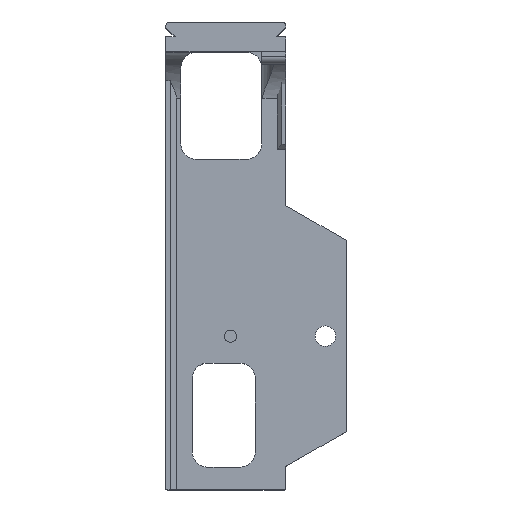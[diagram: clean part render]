
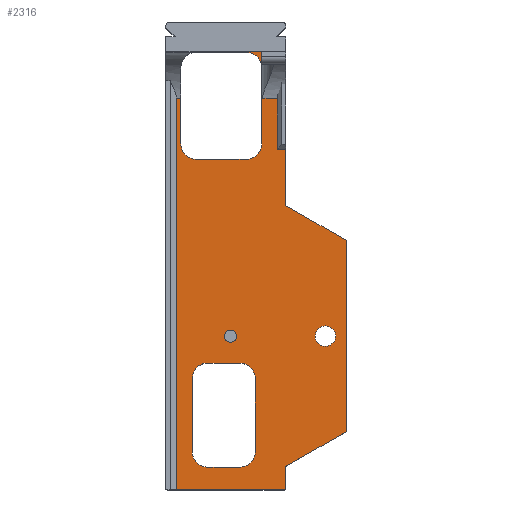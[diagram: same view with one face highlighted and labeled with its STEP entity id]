
A CAD part, top view. The second image highlights one B-rep face of the part: STEP entity #2316.
In plain terms, the highlighted planar face has unit normal (0, 0, 1).
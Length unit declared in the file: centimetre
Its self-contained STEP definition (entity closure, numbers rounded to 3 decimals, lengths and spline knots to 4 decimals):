
#22=FACE_BOUND($,#310,.T.);
#23=FACE_BOUND($,#311,.T.);
#24=FACE_BOUND($,#312,.T.);
#68=PLANE($,#2542);
#174=FACE_OUTER_BOUND($,#309,.T.);
#309=EDGE_LOOP($,(#1837,#1838,#1839,#1840,#1841,#1842,#1843,#1844,#1845,
#1846,#1847,#1848,#1849,#1850,#1851,#1852,#1853,#1854,#1855));
#310=EDGE_LOOP($,(#1856,#1857,#1858,#1859,#1860,#1861,#1862,#1863));
#311=EDGE_LOOP($,(#1864));
#312=EDGE_LOOP($,(#1865));
#410=LINE($,#3447,#636);
#414=LINE($,#3456,#640);
#434=LINE($,#3534,#660);
#442=LINE($,#3560,#668);
#482=LINE($,#3695,#708);
#490=LINE($,#3757,#716);
#491=LINE($,#3777,#717);
#492=LINE($,#3779,#718);
#493=LINE($,#3783,#719);
#494=LINE($,#3786,#720);
#495=LINE($,#3788,#721);
#496=LINE($,#3790,#722);
#497=LINE($,#3792,#723);
#498=LINE($,#3794,#724);
#499=LINE($,#3796,#725);
#500=LINE($,#3798,#726);
#501=LINE($,#3800,#727);
#502=LINE($,#3801,#728);
#503=LINE($,#3803,#729);
#504=LINE($,#3807,#730);
#636=VECTOR($,#2737,2.3);
#640=VECTOR($,#2747,1.);
#660=VECTOR($,#2825,1.4413);
#668=VECTOR($,#2847,0.6088);
#708=VECTOR($,#2973,1.1095);
#716=VECTOR($,#3039,2.1987);
#717=VECTOR($,#3044,0.74);
#718=VECTOR($,#3045,2.4);
#719=VECTOR($,#3048,1.5656);
#720=VECTOR($,#3051,0.1338);
#721=VECTOR($,#3052,12.4124);
#722=VECTOR($,#3053,3.4563);
#723=VECTOR($,#3054,0.7405);
#724=VECTOR($,#3055,2.2133);
#725=VECTOR($,#3056,6.06);
#726=VECTOR($,#3057,2.2133);
#727=VECTOR($,#3058,3.3986);
#728=VECTOR($,#3059,0.7561);
#729=VECTOR($,#3060,2.3);
#730=VECTOR($,#3063,1.);
#859=CIRCLE($,#2431,0.5);
#860=CIRCLE($,#2434,0.5);
#887=CIRCLE($,#2474,0.5);
#928=CIRCLE($,#2543,0.5);
#929=CIRCLE($,#2544,0.5);
#930=CIRCLE($,#2545,0.5);
#931=CIRCLE($,#2546,0.5);
#932=CIRCLE($,#2547,0.325);
#933=CIRCLE($,#2548,0.1925);
#981=VERTEX_POINT($,#3444);
#982=VERTEX_POINT($,#3446);
#983=VERTEX_POINT($,#3450);
#984=VERTEX_POINT($,#3454);
#985=VERTEX_POINT($,#3458);
#1012=VERTEX_POINT($,#3531);
#1013=VERTEX_POINT($,#3533);
#1023=VERTEX_POINT($,#3557);
#1024=VERTEX_POINT($,#3559);
#1042=VERTEX_POINT($,#3597);
#1075=VERTEX_POINT($,#3692);
#1076=VERTEX_POINT($,#3694);
#1087=VERTEX_POINT($,#3756);
#1089=VERTEX_POINT($,#3778);
#1090=VERTEX_POINT($,#3780);
#1091=VERTEX_POINT($,#3782);
#1092=VERTEX_POINT($,#3785);
#1093=VERTEX_POINT($,#3787);
#1094=VERTEX_POINT($,#3789);
#1095=VERTEX_POINT($,#3791);
#1096=VERTEX_POINT($,#3793);
#1097=VERTEX_POINT($,#3795);
#1098=VERTEX_POINT($,#3797);
#1099=VERTEX_POINT($,#3799);
#1100=VERTEX_POINT($,#3802);
#1101=VERTEX_POINT($,#3804);
#1102=VERTEX_POINT($,#3806);
#1103=VERTEX_POINT($,#3809);
#1104=VERTEX_POINT($,#3811);
#1219=EDGE_CURVE($,#982,#981,#410,.T.);
#1222=EDGE_CURVE($,#983,#981,#859,.T.);
#1224=EDGE_CURVE($,#983,#984,#414,.T.);
#1226=EDGE_CURVE($,#985,#984,#860,.T.);
#1262=EDGE_CURVE($,#1013,#1012,#434,.T.);
#1275=EDGE_CURVE($,#1024,#1023,#442,.T.);
#1295=EDGE_CURVE($,#1042,#1023,#887,.T.);
#1343=EDGE_CURVE($,#1075,#1076,#482,.T.);
#1368=EDGE_CURVE($,#1087,#1076,#490,.T.);
#1371=EDGE_CURVE($,#1024,#1075,#491,.T.);
#1372=EDGE_CURVE($,#1042,#1089,#492,.T.);
#1373=EDGE_CURVE($,#1090,#1089,#928,.T.);
#1374=EDGE_CURVE($,#1090,#1091,#493,.T.);
#1375=EDGE_CURVE($,#1013,#1091,#929,.T.);
#1376=EDGE_CURVE($,#1012,#1092,#494,.T.);
#1377=EDGE_CURVE($,#1092,#1093,#495,.T.);
#1378=EDGE_CURVE($,#1094,#1093,#496,.T.);
#1379=EDGE_CURVE($,#1094,#1095,#497,.T.);
#1380=EDGE_CURVE($,#1096,#1095,#498,.T.);
#1381=EDGE_CURVE($,#1096,#1097,#499,.T.);
#1382=EDGE_CURVE($,#1097,#1098,#500,.T.);
#1383=EDGE_CURVE($,#1098,#1099,#501,.T.);
#1384=EDGE_CURVE($,#1099,#1087,#502,.T.);
#1385=EDGE_CURVE($,#985,#1100,#503,.T.);
#1386=EDGE_CURVE($,#1101,#1100,#930,.T.);
#1387=EDGE_CURVE($,#1101,#1102,#504,.T.);
#1388=EDGE_CURVE($,#982,#1102,#931,.T.);
#1389=EDGE_CURVE($,#1103,#1103,#932,.T.);
#1390=EDGE_CURVE($,#1104,#1104,#933,.T.);
#1837=ORIENTED_EDGE($,*,*,#1343,.F.);
#1838=ORIENTED_EDGE($,*,*,#1371,.F.);
#1839=ORIENTED_EDGE($,*,*,#1275,.T.);
#1840=ORIENTED_EDGE($,*,*,#1295,.F.);
#1841=ORIENTED_EDGE($,*,*,#1372,.T.);
#1842=ORIENTED_EDGE($,*,*,#1373,.F.);
#1843=ORIENTED_EDGE($,*,*,#1374,.T.);
#1844=ORIENTED_EDGE($,*,*,#1375,.F.);
#1845=ORIENTED_EDGE($,*,*,#1262,.T.);
#1846=ORIENTED_EDGE($,*,*,#1376,.T.);
#1847=ORIENTED_EDGE($,*,*,#1377,.T.);
#1848=ORIENTED_EDGE($,*,*,#1378,.F.);
#1849=ORIENTED_EDGE($,*,*,#1379,.T.);
#1850=ORIENTED_EDGE($,*,*,#1380,.F.);
#1851=ORIENTED_EDGE($,*,*,#1381,.T.);
#1852=ORIENTED_EDGE($,*,*,#1382,.T.);
#1853=ORIENTED_EDGE($,*,*,#1383,.T.);
#1854=ORIENTED_EDGE($,*,*,#1384,.T.);
#1855=ORIENTED_EDGE($,*,*,#1368,.T.);
#1856=ORIENTED_EDGE($,*,*,#1224,.T.);
#1857=ORIENTED_EDGE($,*,*,#1226,.F.);
#1858=ORIENTED_EDGE($,*,*,#1385,.T.);
#1859=ORIENTED_EDGE($,*,*,#1386,.F.);
#1860=ORIENTED_EDGE($,*,*,#1387,.T.);
#1861=ORIENTED_EDGE($,*,*,#1388,.F.);
#1862=ORIENTED_EDGE($,*,*,#1219,.T.);
#1863=ORIENTED_EDGE($,*,*,#1222,.F.);
#1864=ORIENTED_EDGE($,*,*,#1389,.T.);
#1865=ORIENTED_EDGE($,*,*,#1390,.T.);
#2316=ADVANCED_FACE($,(#174,#22,#23,#24),#68,.T.);
#2431=AXIS2_PLACEMENT_3D($,#3452,#2742,#2743);
#2434=AXIS2_PLACEMENT_3D($,#3460,#2751,#2752);
#2474=AXIS2_PLACEMENT_3D($,#3599,#2873,#2874);
#2542=AXIS2_PLACEMENT_3D($,#3776,#3042,#3043);
#2543=AXIS2_PLACEMENT_3D($,#3781,#3046,#3047);
#2544=AXIS2_PLACEMENT_3D($,#3784,#3049,#3050);
#2545=AXIS2_PLACEMENT_3D($,#3805,#3061,#3062);
#2546=AXIS2_PLACEMENT_3D($,#3808,#3064,#3065);
#2547=AXIS2_PLACEMENT_3D($,#3810,#3066,#3067);
#2548=AXIS2_PLACEMENT_3D($,#3812,#3068,#3069);
#2737=DIRECTION($,(0.,1.,0.));
#2742=DIRECTION('center_axis',(0.,0.,1.));
#2743=DIRECTION('ref_axis',(-0.707,0.707,0.));
#2747=DIRECTION($,(1.,0.,0.));
#2751=DIRECTION('center_axis',(0.,0.,1.));
#2752=DIRECTION('ref_axis',(0.707,0.707,0.));
#2825=DIRECTION($,(0.,1.,0.));
#2847=DIRECTION($,(1.,0.,0.));
#2873=DIRECTION('center_axis',(0.,0.,1.));
#2874=DIRECTION('ref_axis',(0.707,0.707,0.));
#2973=DIRECTION($,(1.,0.,0.));
#3039=DIRECTION($,(0.,1.,0.));
#3042=DIRECTION('center_axis',(0.,0.,1.));
#3043=DIRECTION('ref_axis',(1.,0.,0.));
#3044=DIRECTION($,(0.,1.,0.));
#3045=DIRECTION($,(0.,-1.,0.));
#3046=DIRECTION('center_axis',(0.,0.,1.));
#3047=DIRECTION('ref_axis',(0.707,-0.707,0.));
#3048=DIRECTION($,(-1.,0.,0.));
#3049=DIRECTION('center_axis',(0.,0.,1.));
#3050=DIRECTION('ref_axis',(-0.707,-0.707,0.));
#3051=DIRECTION($,(-1.,0.,0.));
#3052=DIRECTION($,(0.,-1.,0.));
#3053=DIRECTION($,(-1.,0.,0.));
#3054=DIRECTION($,(0.,1.,0.));
#3055=DIRECTION($,(-0.866,-0.5,0.));
#3056=DIRECTION($,(0.,1.,0.));
#3057=DIRECTION($,(-0.866,0.5,0.));
#3058=DIRECTION($,(0.,1.,0.));
#3059=DIRECTION($,(-1.,0.,0.));
#3060=DIRECTION($,(0.,-1.,0.));
#3061=DIRECTION('center_axis',(0.,0.,1.));
#3062=DIRECTION('ref_axis',(0.707,-0.707,0.));
#3063=DIRECTION($,(-1.,0.,0.));
#3064=DIRECTION('center_axis',(0.,0.,1.));
#3065=DIRECTION('ref_axis',(-0.707,-0.707,0.));
#3066=DIRECTION('center_axis',(0.,0.,-1.));
#3067=DIRECTION('ref_axis',(1.,0.,0.));
#3068=DIRECTION('center_axis',(0.,0.,-1.));
#3069=DIRECTION('ref_axis',(1.,0.,0.));
#3444=CARTESIAN_POINT('',(-14.6657,3.55,1.1));
#3446=CARTESIAN_POINT('',(-14.6657,1.25,1.1));
#3447=CARTESIAN_POINT($,(-14.6657,1.275,1.1));
#3450=CARTESIAN_POINT('',(-14.1657,4.05,1.1));
#3452=CARTESIAN_POINT('Origin',(-14.1657,3.55,1.1));
#3454=CARTESIAN_POINT('',(-13.1657,4.05,1.1));
#3456=CARTESIAN_POINT($,(-13.6828,4.05,1.1));
#3458=CARTESIAN_POINT('',(-12.6657,3.55,1.1));
#3460=CARTESIAN_POINT('Origin',(-13.1657,3.55,1.1));
#3531=CARTESIAN_POINT('',(-15.0225,12.4413,1.1));
#3533=CARTESIAN_POINT('',(-15.0225,11.,1.1));
#3534=CARTESIAN_POINT($,(-15.0225,6.15,1.1));
#3557=CARTESIAN_POINT('',(-12.9569,13.9,1.1));
#3559=CARTESIAN_POINT('',(-13.5657,13.9,1.1));
#3560=CARTESIAN_POINT($,(-12.5934,13.9,1.1));
#3597=CARTESIAN_POINT('',(-12.4569,13.4,1.1));
#3599=CARTESIAN_POINT('Origin',(-12.9569,13.4,1.1));
#3692=CARTESIAN_POINT('',(-13.5657,14.64,1.1));
#3694=CARTESIAN_POINT('',(-12.4561,14.64,1.1));
#3695=CARTESIAN_POINT($,(-13.5,14.64,1.1));
#3756=CARTESIAN_POINT('',(-12.4561,12.4413,1.1));
#3757=CARTESIAN_POINT($,(-12.4561,14.84,1.1));
#3776=CARTESIAN_POINT('Origin',(-12.7,1.8,1.1));
#3777=CARTESIAN_POINT($,(-13.5657,8.7,1.1));
#3778=CARTESIAN_POINT('',(-12.4569,11.,1.1));
#3779=CARTESIAN_POINT($,(-12.4569,7.85,1.1));
#3780=CARTESIAN_POINT('',(-12.9569,10.5,1.1));
#3781=CARTESIAN_POINT('Origin',(-12.9569,11.,1.1));
#3782=CARTESIAN_POINT('',(-14.5225,10.5,1.1));
#3783=CARTESIAN_POINT($,(-12.5934,10.5,1.1));
#3784=CARTESIAN_POINT('Origin',(-14.5225,11.,1.1));
#3785=CARTESIAN_POINT('',(-15.1563,12.4413,1.1));
#3786=CARTESIAN_POINT($,(-13.6,12.4413,1.1));
#3787=CARTESIAN_POINT('',(-15.1563,0.0289,1.1));
#3788=CARTESIAN_POINT($,(-15.1563,5.4285,1.1));
#3789=CARTESIAN_POINT('',(-11.7,0.0289,1.1));
#3790=CARTESIAN_POINT($,(-14.1,0.0289,1.1));
#3791=CARTESIAN_POINT('',(-11.7,0.7694,1.1));
#3792=CARTESIAN_POINT($,(-11.7,1.,1.1));
#3793=CARTESIAN_POINT('',(-9.7832,1.8761,1.1));
#3794=CARTESIAN_POINT($,(-11.6813,0.7802,1.1));
#3795=CARTESIAN_POINT('',(-9.7832,7.936,1.1));
#3796=CARTESIAN_POINT($,(-9.7832,5.3597,1.1));
#3797=CARTESIAN_POINT('',(-11.7,9.0427,1.1));
#3798=CARTESIAN_POINT($,(-9.0832,7.5319,1.1));
#3799=CARTESIAN_POINT('',(-11.7,12.4413,1.1));
#3800=CARTESIAN_POINT($,(-11.7,8.3909,1.1));
#3801=CARTESIAN_POINT($,(-13.6,12.4413,1.1));
#3802=CARTESIAN_POINT('',(-12.6657,1.25,1.1));
#3803=CARTESIAN_POINT($,(-12.6657,2.925,1.1));
#3804=CARTESIAN_POINT('',(-13.1657,0.75,1.1));
#3805=CARTESIAN_POINT('Origin',(-13.1657,1.25,1.1));
#3806=CARTESIAN_POINT('',(-14.1657,0.75,1.1));
#3807=CARTESIAN_POINT($,(-12.6828,0.75,1.1));
#3808=CARTESIAN_POINT('Origin',(-14.1657,1.25,1.1));
#3809=CARTESIAN_POINT('',(-10.7682,4.9021,1.1));
#3810=CARTESIAN_POINT('Origin',(-10.4432,4.9021,1.1));
#3811=CARTESIAN_POINT('',(-13.6425,4.9,1.1));
#3812=CARTESIAN_POINT('Origin',(-13.45,4.9,1.1));
